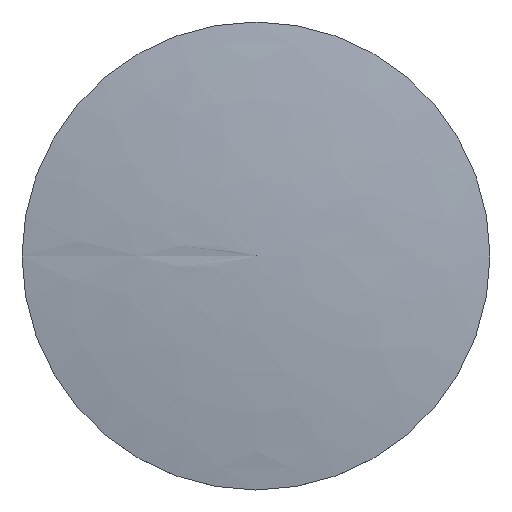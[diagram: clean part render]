
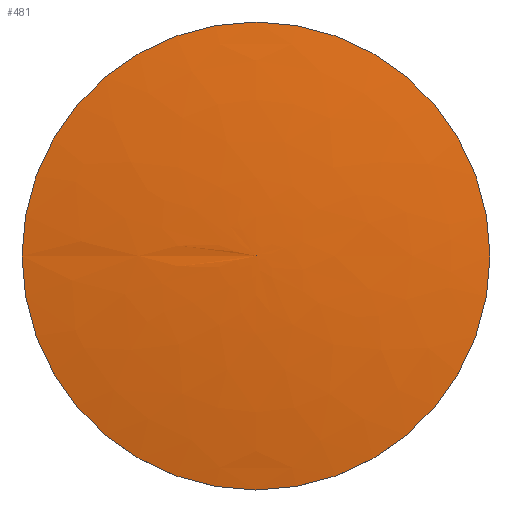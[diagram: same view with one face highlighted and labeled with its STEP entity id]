
A CAD part, top view. The second image highlights one B-rep face of the part: STEP entity #481.
In plain terms, the highlighted free-form (B-spline) face has degree [3, 3] with [4, 7] control points.
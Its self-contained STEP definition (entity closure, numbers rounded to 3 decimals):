
#481=ADVANCED_FACE('',(#1412,#1413),#1414,.T.);
#1412=FACE_OUTER_BOUND('',#2886,.T.);
#1413=FACE_BOUND('',#2887,.T.);
#1414=(B_SPLINE_SURFACE(3,3,((#2889,#2890,#2891,#2892,#2893,#2894,#2895),(#2896,#2897,#2898,#2899,#2900,#2901,#2902),(#2903,#2904,#2905,#2906,#2907,#2908,#2909),(#2910,#2911,#2912,#2913,#2914,#2915,#2916)),.UNSPECIFIED.,.F.,.T.,.F.)B_SPLINE_SURFACE_WITH_KNOTS((4,4),(4,3,4),(0.0,6.283),(-1.563,-1.488,-1.413),.UNSPECIFIED.)RATIONAL_B_SPLINE_SURFACE(((1.0,0.333,0.333,1.0,0.333,0.333,1.0),(0.998,0.333,0.333,0.998,0.333,0.333,0.998),(0.998,0.333,0.333,0.998,0.333,0.333,0.998),(1.0,0.333,0.333,1.0,0.333,0.333,1.0)))BOUNDED_SURFACE()REPRESENTATION_ITEM('')GEOMETRIC_REPRESENTATION_ITEM()SURFACE());
#2886=EDGE_LOOP('',(#4388));
#2887=VERTEX_LOOP('',#4389);
#2889=CARTESIAN_POINT('',(-30.,0.0,0.));
#2890=CARTESIAN_POINT('',(-30.,60.,0.));
#2891=CARTESIAN_POINT('',(30.,60.,0.));
#2892=CARTESIAN_POINT('',(30.,0.0,0.));
#2893=CARTESIAN_POINT('',(30.,-60.,0.));
#2894=CARTESIAN_POINT('',(-30.,-60.,0.));
#2895=CARTESIAN_POINT('',(-30.,0.0,0.));
#2896=CARTESIAN_POINT('',(-20.072,0.0,1.585));
#2897=CARTESIAN_POINT('',(-20.072,40.144,1.585));
#2898=CARTESIAN_POINT('',(20.072,40.144,1.585));
#2899=CARTESIAN_POINT('',(20.072,0.0,1.585));
#2900=CARTESIAN_POINT('',(20.072,-40.144,1.585));
#2901=CARTESIAN_POINT('',(-20.072,-40.144,1.585));
#2902=CARTESIAN_POINT('',(-20.072,0.0,1.585));
#2903=CARTESIAN_POINT('',(-10.053,0.0,2.42));
#2904=CARTESIAN_POINT('',(-10.053,20.107,2.42));
#2905=CARTESIAN_POINT('',(10.053,20.107,2.42));
#2906=CARTESIAN_POINT('',(10.053,0.0,2.42));
#2907=CARTESIAN_POINT('',(10.053,-20.107,2.42));
#2908=CARTESIAN_POINT('',(-10.053,-20.107,2.42));
#2909=CARTESIAN_POINT('',(-10.053,0.0,2.42));
#2910=CARTESIAN_POINT('',(0.,0.0,2.5));
#2911=CARTESIAN_POINT('',(0.,0.,2.5));
#2912=CARTESIAN_POINT('',(0.,0.,2.5));
#2913=CARTESIAN_POINT('',(0.,0.0,2.5));
#2914=CARTESIAN_POINT('',(0.,0.,2.5));
#2915=CARTESIAN_POINT('',(0.,0.,2.5));
#2916=CARTESIAN_POINT('',(0.,0.0,2.5));
#4388=ORIENTED_EDGE('',*,*,#8386,.F.);
#4389=VERTEX_POINT('',#8387);
#8386=EDGE_CURVE('',#9930,#9930,#9931,.T.);
#8387=CARTESIAN_POINT('',(0.,0.,2.5));
#9930=VERTEX_POINT('',#12199);
#9931=CIRCLE('',#12200,30.0);
#12199=CARTESIAN_POINT('',(-30.0,0.0,0.0));
#12200=AXIS2_PLACEMENT_3D('',#15367,#15368,#15369);
#15367=CARTESIAN_POINT('',(0.0,0.0,0.0));
#15368=DIRECTION('',(-0.0,0.0,-1.0));
#15369=DIRECTION('',(-1.0,0.0,0.0));
